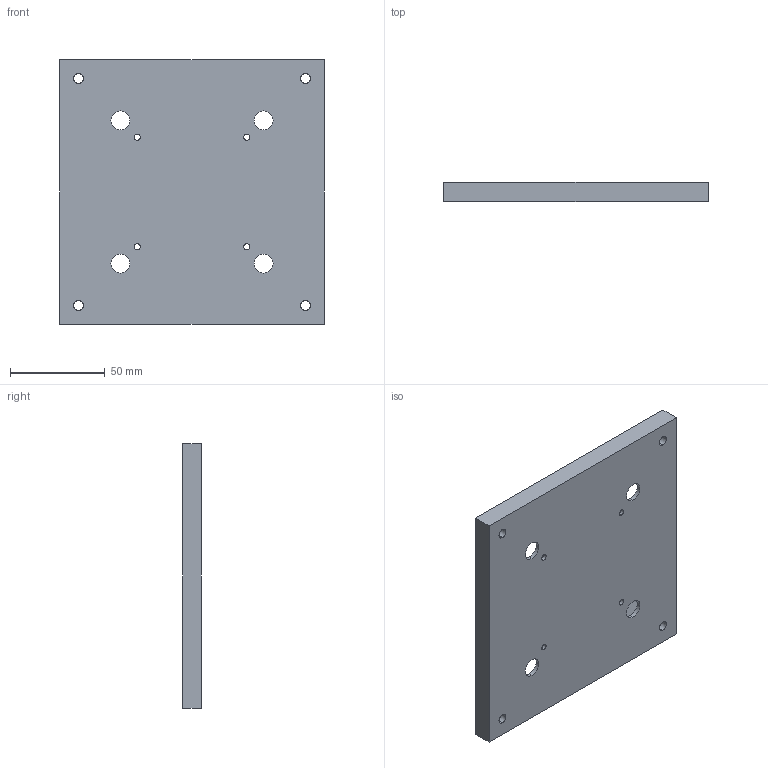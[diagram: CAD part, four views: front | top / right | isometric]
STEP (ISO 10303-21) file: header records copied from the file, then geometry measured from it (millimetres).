
FILE_DESCRIPTION (( 'STEP AP214' ), '1' );
FILE_NAME ('蛌攫粣創嘐隅釱1-2.STEP', '2025-08-26T15:56:27', ( '' ), ( '' ), 'SwSTEP 2.0', 'SolidWorks 2018', '' );
FILE_SCHEMA (( 'AUTOMOTIVE_DESIGN' ));
Length unit declared in the file: millimetre
Products named in the file (1): 蛌攫粣創嘐隅釱1-2
Bounding box: 140 x 10 x 140 mm (x, y, z)
Volume: 129667.1 mm3; surface area: 49810.4 mm2
Topology: 1 solids, 1 shells, 43 faces, 117 edges, 78 vertices
Faces by surface type: cylinder 29, plane 14
Entity records: 1471 total; most frequent: DIRECTION 263, CARTESIAN_POINT 239, ORIENTED_EDGE 234, EDGE_CURVE 117, AXIS2_PLACEMENT_3D 102, VERTEX_POINT 78, EDGE_LOOP 69, VECTOR 59
